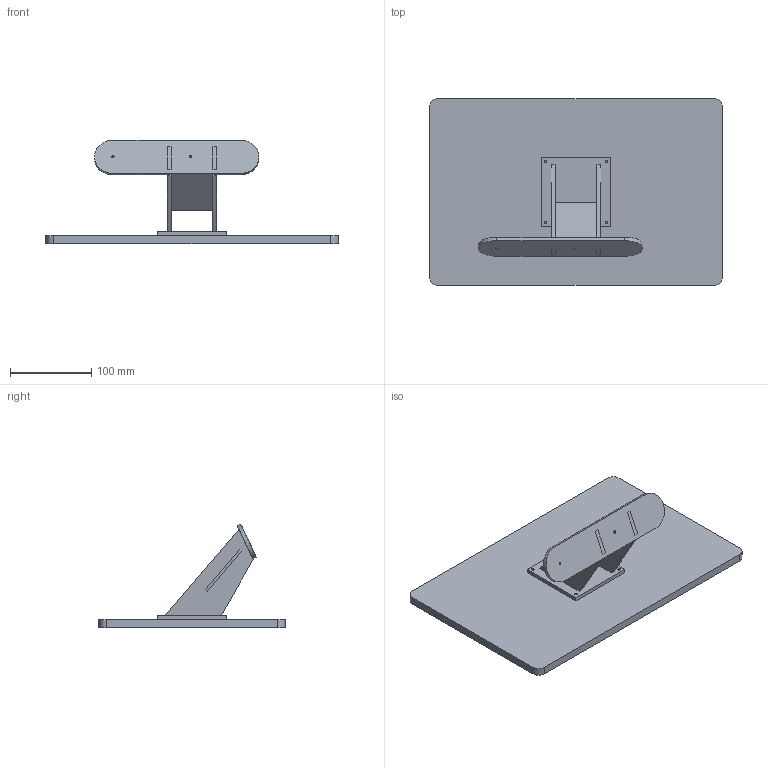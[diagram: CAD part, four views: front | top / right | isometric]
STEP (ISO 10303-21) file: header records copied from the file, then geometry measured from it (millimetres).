
FILE_DESCRIPTION(/* description */ (''),/* implementation_level */ '2;1');
FILE_NAME(/* name */ 'monitor mount lasercut v3.step',/* time_stamp */ '2022-01-14T14:12:06-05:00',/* author */ (''),/* organization */ (''),/* preprocessor_version */ 'ST-DEVELOPER v18.1',/* originating_system */ 'Autodesk Translation Framework v10.10.0.1391',/* authorisation */ '');
FILE_SCHEMA (('AUTOMOTIVE_DESIGN { 1 0 10303 214 3 1 1 }'));
Length unit declared in the file: millimetre
Products named in the file (1): monitor mount lasercut
Bounding box: 360 x 230 x 127.55 mm (x, y, z)
Volume: 892074.1 mm3; surface area: 250105.3 mm2
Topology: 6 solids, 6 shells, 107 faces, 270 edges, 180 vertices
Faces by surface type: plane 91, cylinder 16
Full cylindrical faces by diameter (mm): 3 x10
Entity records: 3267 total; most frequent: CARTESIAN_POINT 558, ORIENTED_EDGE 540, DIRECTION 518, EDGE_CURVE 270, LINE 238, VECTOR 238, VERTEX_POINT 180, AXIS2_PLACEMENT_3D 140
